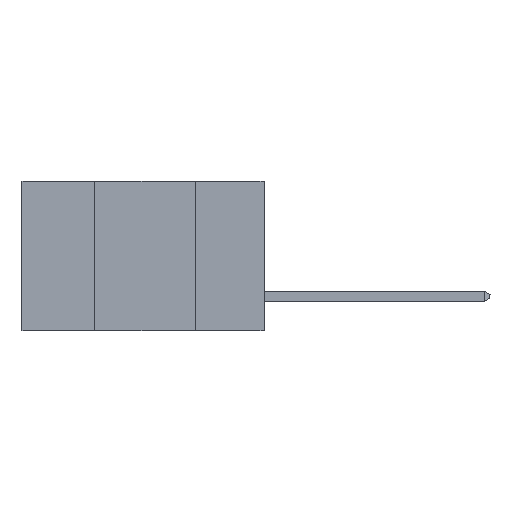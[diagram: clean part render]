
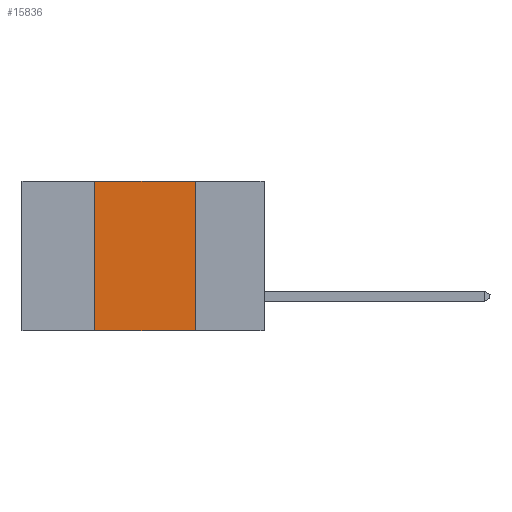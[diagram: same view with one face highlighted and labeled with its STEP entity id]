
A CAD part, left-side view. The second image highlights one B-rep face of the part: STEP entity #15836.
In plain terms, the highlighted planar face has unit normal (-1, 0, 0).
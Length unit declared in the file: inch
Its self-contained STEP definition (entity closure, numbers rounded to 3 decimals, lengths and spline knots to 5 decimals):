
#416 = VECTOR ( 'NONE', #899, 39.37008 ) ;
#591 = DIRECTION ( 'NONE',  ( 0., 0., -1. ) ) ;
#687 = EDGE_CURVE ( 'NONE', #17994, #3032, #3948, .T. ) ;
#879 = FACE_OUTER_BOUND ( 'NONE', #9229, .T. ) ;
#899 = DIRECTION ( 'NONE',  ( 0., -1., 0. ) ) ;
#2142 = CARTESIAN_POINT ( 'NONE',  ( 0., 0.17, -0.37 ) ) ;
#3032 = VERTEX_POINT ( 'NONE', #7475 ) ;
#3948 = LINE ( 'NONE', #5381, #10488 ) ;
#4296 = DIRECTION ( 'NONE',  ( 0., -1., 0. ) ) ;
#5381 = CARTESIAN_POINT ( 'NONE',  ( 0., 0.42, -0.37 ) ) ;
#5748 = PLANE ( 'NONE',  #11742 ) ;
#5759 = EDGE_CURVE ( 'NONE', #17994, #18441, #13779, .T. ) ;
#6955 = CARTESIAN_POINT ( 'NONE',  ( 0., 0.42, -0.37 ) ) ;
#7064 = ORIENTED_EDGE ( 'NONE', *, *, #687, .F. ) ;
#7475 = CARTESIAN_POINT ( 'NONE',  ( 0., 0.42, 0. ) ) ;
#8126 = ORIENTED_EDGE ( 'NONE', *, *, #12175, .F. ) ;
#8797 = CARTESIAN_POINT ( 'NONE',  ( 0., 0.6, -0.37 ) ) ;
#9229 = EDGE_LOOP ( 'NONE', ( #10710, #8126, #7064, #19037 ) ) ;
#10488 = VECTOR ( 'NONE', #17750, 39.37008 ) ;
#10710 = ORIENTED_EDGE ( 'NONE', *, *, #18460, .F. ) ;
#10881 = CARTESIAN_POINT ( 'NONE',  ( 0., 0.17, 0. ) ) ;
#11742 = AXIS2_PLACEMENT_3D ( 'NONE', #18327, #12103, #18012 ) ;
#12103 = DIRECTION ( 'NONE',  ( 1., 0., 0. ) ) ;
#12175 = EDGE_CURVE ( 'NONE', #3032, #13228, #16827, .T. ) ;
#12477 = VECTOR ( 'NONE', #591, 39.37008 ) ;
#13228 = VERTEX_POINT ( 'NONE', #10881 ) ;
#13779 = LINE ( 'NONE', #8797, #416 ) ;
#15130 = CARTESIAN_POINT ( 'NONE',  ( 0., 0.17, -0.37 ) ) ;
#15182 = CARTESIAN_POINT ( 'NONE',  ( 0., 0.6, 0. ) ) ;
#15836 = ADVANCED_FACE ( 'NONE', ( #879 ), #5748, .F. ) ;
#15981 = VECTOR ( 'NONE', #4296, 39.37008 ) ;
#16827 = LINE ( 'NONE', #15182, #15981 ) ;
#17750 = DIRECTION ( 'NONE',  ( 0., 0., 1. ) ) ;
#17834 = LINE ( 'NONE', #15130, #12477 ) ;
#17994 = VERTEX_POINT ( 'NONE', #6955 ) ;
#18012 = DIRECTION ( 'NONE',  ( 0., 0., -1. ) ) ;
#18327 = CARTESIAN_POINT ( 'NONE',  ( 0., 0.6, 0. ) ) ;
#18441 = VERTEX_POINT ( 'NONE', #2142 ) ;
#18460 = EDGE_CURVE ( 'NONE', #13228, #18441, #17834, .T. ) ;
#19037 = ORIENTED_EDGE ( 'NONE', *, *, #5759, .T. ) ;
